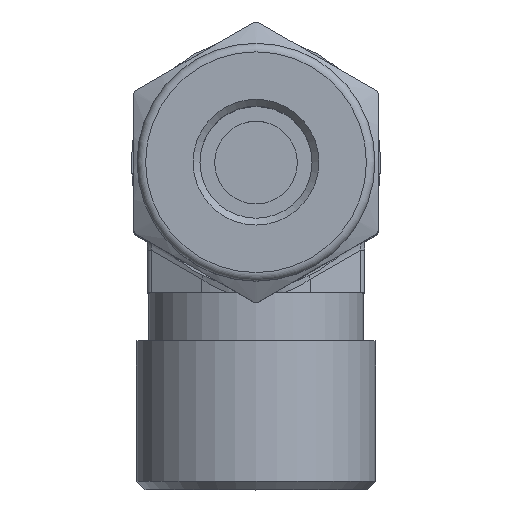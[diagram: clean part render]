
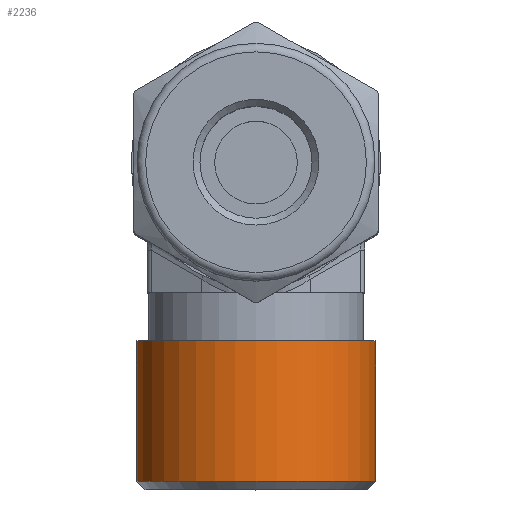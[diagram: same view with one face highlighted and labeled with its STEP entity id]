
A CAD part, top view. The second image highlights one B-rep face of the part: STEP entity #2236.
In plain terms, the highlighted cylindrical face has radius 7 mm (diameter 14 mm), a full revolution.
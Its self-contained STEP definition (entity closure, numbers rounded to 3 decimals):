
#98=CYLINDRICAL_SURFACE('',#2490,7.);
#214=CIRCLE('',#2488,7.);
#216=CIRCLE('',#2491,7.);
#365=FACE_OUTER_BOUND('',#523,.T.);
#523=EDGE_LOOP('',(#1786,#1787,#1788,#1789));
#661=LINE('',#3767,#805);
#805=VECTOR('',#3016,7.);
#1020=VERTEX_POINT('',#3760);
#1022=VERTEX_POINT('',#3765);
#1289=EDGE_CURVE('',#1020,#1020,#214,.T.);
#1291=EDGE_CURVE('',#1022,#1022,#216,.T.);
#1292=EDGE_CURVE('',#1022,#1020,#661,.T.);
#1786=ORIENTED_EDGE('',*,*,#1291,.F.);
#1787=ORIENTED_EDGE('',*,*,#1292,.T.);
#1788=ORIENTED_EDGE('',*,*,#1289,.T.);
#1789=ORIENTED_EDGE('',*,*,#1292,.F.);
#2236=ADVANCED_FACE('',(#365),#98,.T.);
#2488=AXIS2_PLACEMENT_3D('',#3761,#3008,#3009);
#2490=AXIS2_PLACEMENT_3D('',#3764,#3012,#3013);
#2491=AXIS2_PLACEMENT_3D('',#3766,#3014,#3015);
#3008=DIRECTION('center_axis',(0.,-1.,0.));
#3009=DIRECTION('ref_axis',(1.,0.,0.));
#3012=DIRECTION('center_axis',(0.,-1.,0.));
#3013=DIRECTION('ref_axis',(0.,0.,-1.));
#3014=DIRECTION('center_axis',(0.,-1.,0.));
#3015=DIRECTION('ref_axis',(1.,0.,0.));
#3016=DIRECTION('',(0.,1.,0.));
#3760=CARTESIAN_POINT('',(0.,-10.4,7.));
#3761=CARTESIAN_POINT('Origin',(0.,-10.4,0.));
#3764=CARTESIAN_POINT('Origin',(0.,-14.5,0.));
#3765=CARTESIAN_POINT('',(0.,-18.6,7.));
#3766=CARTESIAN_POINT('Origin',(0.,-18.6,0.));
#3767=CARTESIAN_POINT('',(0.,-14.5,7.));
